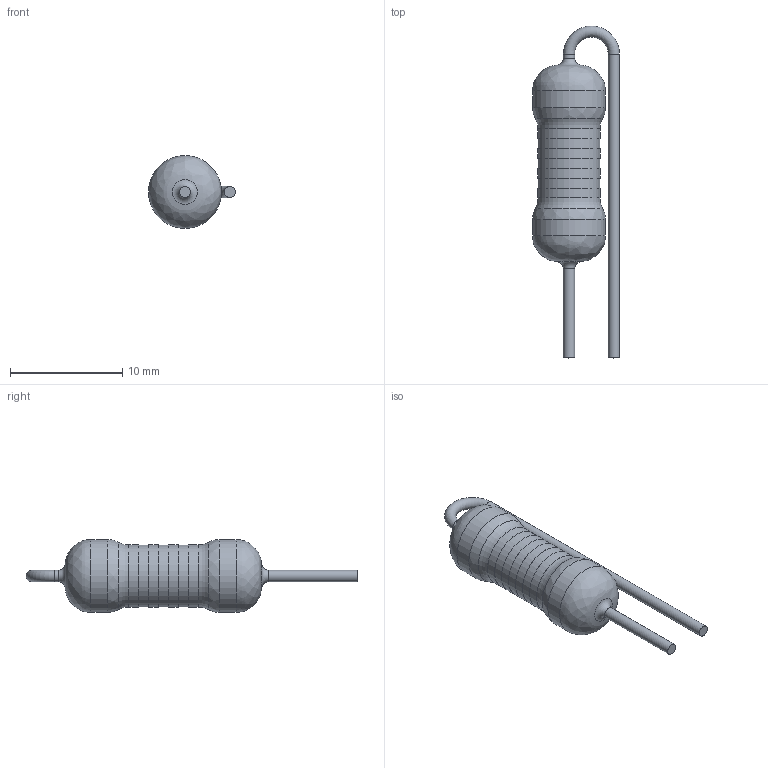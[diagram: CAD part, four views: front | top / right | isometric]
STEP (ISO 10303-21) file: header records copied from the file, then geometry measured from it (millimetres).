
FILE_DESCRIPTION(/* description */ (''),/* implementation_level */ '2;1');
FILE_NAME(/* name */ 'R_5W_VERT__D6,5__L17,5__Pitch-4__Spacing-5_begie.ipt.stp',/* time_stamp */ '2021-06-06T19:51:13+02:00',/* author */ ('Pavel'),/* organization */ (''),/* preprocessor_version */ 'ST-DEVELOPER v18.1',/* originating_system */ 'Autodesk Inventor 2022',/* authorisation */ '');
FILE_SCHEMA (('AUTOMOTIVE_DESIGN { 1 0 10303 214 3 1 1 }'));
Length unit declared in the file: millimetre
Products named in the file (1): R_5W_VERT__D6,5__L17,5__Pitch-4__Spacing-5_begie
Bounding box: 7.75 x 29.6 x 6.5 mm (x, y, z)
Volume: 503 mm3; surface area: 493 mm2
Topology: 1 solids, 1 shells, 31 faces, 59 edges, 38 vertices
Faces by surface type: cylinder 12, plane 10, torus 5, bspline 4
Full cylindrical faces by diameter (mm): 1 x3, 5.525 x3, 5.545 x4, 6.5 x2
Entity records: 1013 total; most frequent: CARTESIAN_POINT 233, DIRECTION 162, ORIENTED_EDGE 118, AXIS2_PLACEMENT_3D 75, EDGE_CURVE 59, CIRCLE 47, EDGE_LOOP 39, VERTEX_POINT 38
